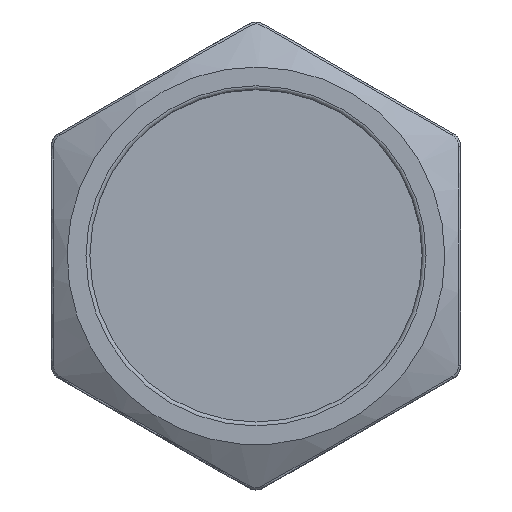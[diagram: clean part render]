
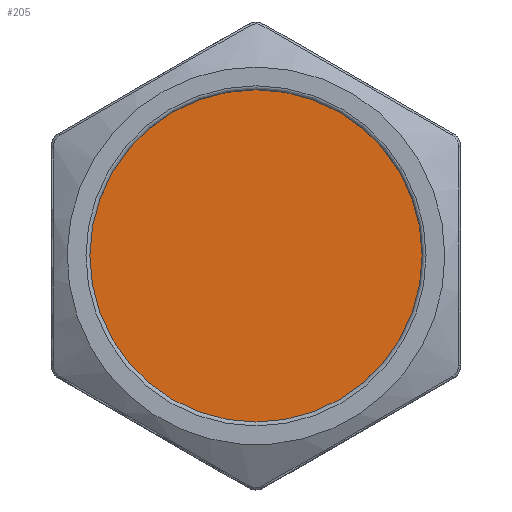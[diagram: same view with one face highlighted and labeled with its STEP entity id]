
A CAD part, top view. The second image highlights one B-rep face of the part: STEP entity #205.
In plain terms, the highlighted planar face has unit normal (0, 0, 1).
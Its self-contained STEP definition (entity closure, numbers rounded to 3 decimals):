
#205 = ADVANCED_FACE( '', ( #439 ), #440, .T. );
#439 = FACE_OUTER_BOUND( '', #1713, .T. );
#440 = PLANE( '', #1714 );
#1713 = EDGE_LOOP( '', ( #2115 ) );
#1714 = AXIS2_PLACEMENT_3D( '', #2116, #2117, #2118 );
#2115 = ORIENTED_EDGE( '', *, *, #2250, .T. );
#2116 = CARTESIAN_POINT( '', ( 0., 0., 17.5 ) );
#2117 = DIRECTION( '', ( 0., 0., 1. ) );
#2118 = DIRECTION( '', ( 1., 0., 0. ) );
#2250 = EDGE_CURVE( '', #2473, #2473, #2474, .T. );
#2473 = VERTEX_POINT( '', #3364 );
#2474 = CIRCLE( '', #3365, 10.55 );
#3364 = CARTESIAN_POINT( '', ( 10.55, 0., 17.5 ) );
#3365 = AXIS2_PLACEMENT_3D( '', #3558, #3559, #3560 );
#3558 = CARTESIAN_POINT( '', ( 0., 0., 17.5 ) );
#3559 = DIRECTION( '', ( 0., 0., 1. ) );
#3560 = DIRECTION( '', ( 1., 0., 0. ) );
